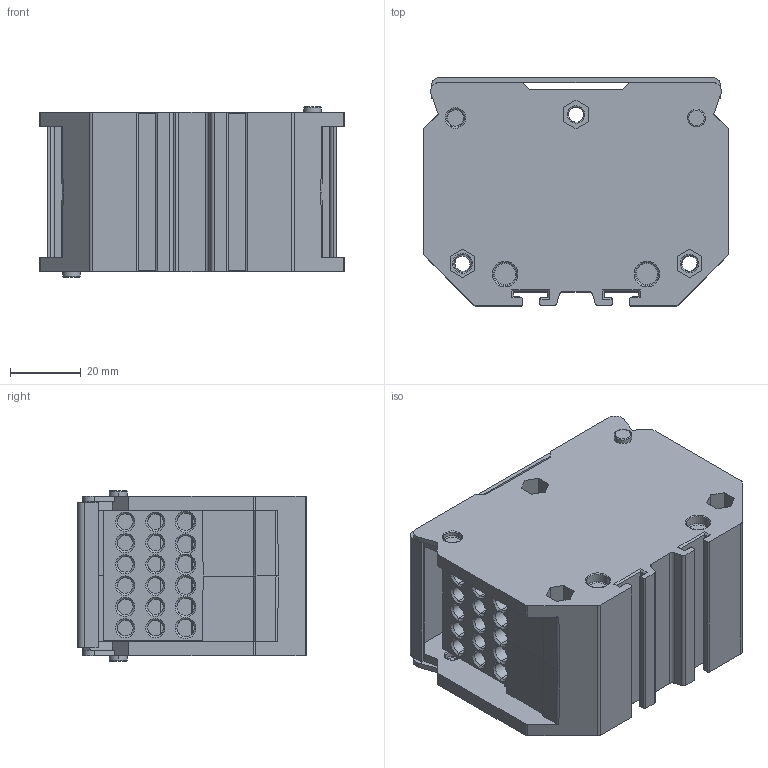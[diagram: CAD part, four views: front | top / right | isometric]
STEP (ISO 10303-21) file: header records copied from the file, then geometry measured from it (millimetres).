
FILE_DESCRIPTION((''),'2;1');
FILE_NAME('22','2021-10-14T',('Administrator'),(''),'PRO/ENGINEER BY PARAMETRIC TECHNOLOGY CORPORATION, 2013230','PRO/ENGINEER BY PARAMETRIC TECHNOLOGY CORPORATION, 2013230','');
FILE_SCHEMA(('CONFIG_CONTROL_DESIGN'));
Length unit declared in the file: millimetre
Products named in the file (1): 22
Bounding box: 86 x 64.35 x 48 mm (x, y, z)
Volume: 106584.6 mm3; surface area: 60139.5 mm2
Topology: 3 solids, 3 shells, 718 faces, 2009 edges, 1296 vertices
Faces by surface type: plane 332, cylinder 214, torus 76, cone 60, bspline 36
Entity records: 26616 total; most frequent: CARTESIAN_POINT 7803, ORIENTED_EDGE 4014, DIRECTION 3869, EDGE_CURVE 2007, AXIS2_PLACEMENT_3D 1380, VERTEX_POINT 1296, VECTOR 1109, LINE 1109
